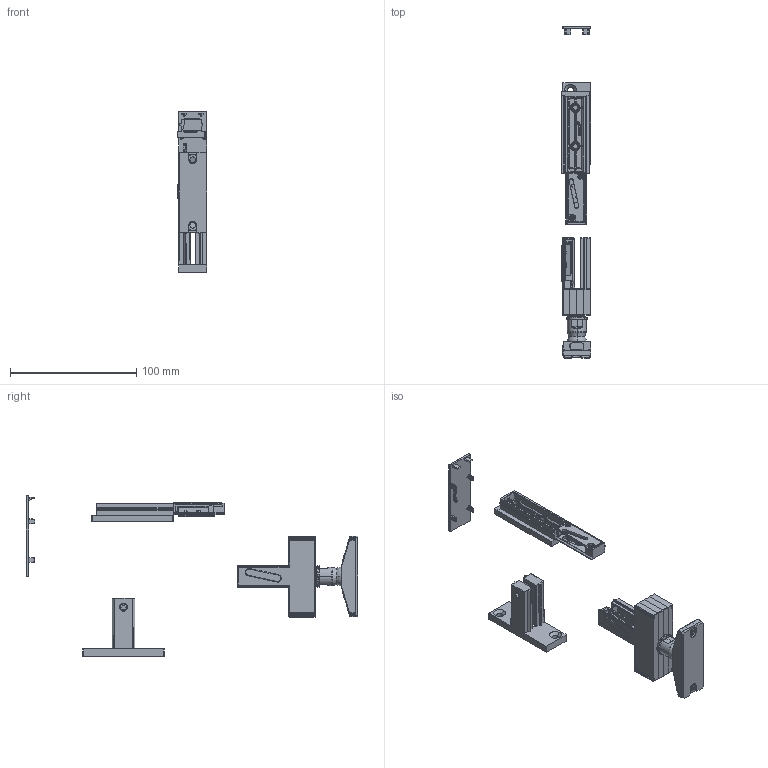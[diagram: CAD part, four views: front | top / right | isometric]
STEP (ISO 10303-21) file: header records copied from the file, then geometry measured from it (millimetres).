
FILE_DESCRIPTION (( 'STEP AP214' ), '1' );
FILE_NAME ('70210.STEP', '2021-03-03T09:19:42', ( '' ), ( '' ), 'SwSTEP 2.0', 'SolidWorks 2020', '' );
FILE_SCHEMA (( 'AUTOMOTIVE_DESIGN' ));
Length unit declared in the file: millimetre
Products named in the file (19): PE17009012_BASE_NIVEL_ZERO_RevB; PE17009021_TAPA_PERFIL_ZERO; PE17009B03_NIVEL_CUERPO1_ZERO_RevB_MONTADO EN PERFIL; PE17009B02_NIVELADOR_ZERO_RevC_SIN PERFIL; PE17009009_CUERPO_NIVEL_2_RevC; prisionero M6xconfigurable_M6x10; PE17009019_UNION_PERFILES_ZERO_RevC; PE17009013_TAPA_TOR_BASE_NIVEL_ZERO_RevC; PE17009008_CUERPO_NIVEL_1_RevC; PE17009024_FIJACION_PARED_ZERO_RevB; 70210; PE17009023_FIELTRO_NIVELADOR_ZERO; PE17009010_ROTULA_NIVEL_ZERO; PE17009027_TAPA_PLAST_ACCE_ZERO_RevB; TUER_DIN934_M10; PE17009011_PERNO_NIVEL_ZERO; PE17009003_TAPA_SOP_ZERO_RevC; PE17009I01_FIJACION_PARED_ZERO_RevB_SIN PERFIL; PE17009G01_UNION_PERFILES_ZERO_RevC_SIN PERFIL
Assembly tree (21 placements, depth 4):
  70210
    PE17009B02_NIVELADOR_ZERO_RevC_SIN PERFIL
      PE17009009_CUERPO_NIVEL_2_RevC
      PE17009B03_NIVEL_CUERPO1_ZERO_RevB_MONTADO EN PERFIL
        PE17009008_CUERPO_NIVEL_1_RevC
        PE17009003_TAPA_SOP_ZERO_RevC
        PE17009027_TAPA_PLAST_ACCE_ZERO_RevB
      TUER_DIN934_M10
      PE17009010_ROTULA_NIVEL_ZERO
      PE17009011_PERNO_NIVEL_ZERO
      PE17009012_BASE_NIVEL_ZERO_RevB
      PE17009013_TAPA_TOR_BASE_NIVEL_ZERO_RevC  x2
      PE17009023_FIELTRO_NIVELADOR_ZERO
    PE17009G01_UNION_PERFILES_ZERO_RevC_SIN PERFIL
      PE17009019_UNION_PERFILES_ZERO_RevC
      PE17009003_TAPA_SOP_ZERO_RevC
      PE17009027_TAPA_PLAST_ACCE_ZERO_RevB
    PE17009I01_FIJACION_PARED_ZERO_RevB_SIN PERFIL
      PE17009024_FIJACION_PARED_ZERO_RevB
      prisionero M6xconfigurable_M6x10
    PE17009021_TAPA_PERFIL_ZERO
Bounding box: 23.74 x 263 x 127.58 mm (x, y, z)
Volume: 61237.6 mm3; surface area: 63462.4 mm2
Topology: 17 solids, 17 shells, 3598 faces, 9008 edges, 5413 vertices
Faces by surface type: bspline 1094, cylinder 1030, plane 807, sphere 286, cone 199, torus 182
Entity records: 115507 total; most frequent: CARTESIAN_POINT 46819, ORIENTED_EDGE 16100, DIRECTION 11525, EDGE_CURVE 8050, VERTEX_POINT 4911, AXIS2_PLACEMENT_3D 4156, EDGE_LOOP 3361, FACE_OUTER_BOUND 3244
